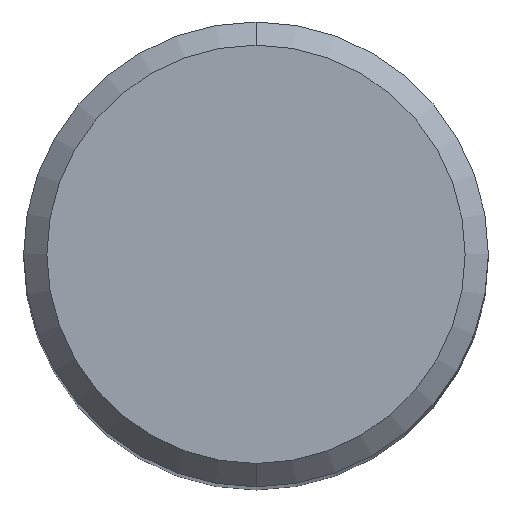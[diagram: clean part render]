
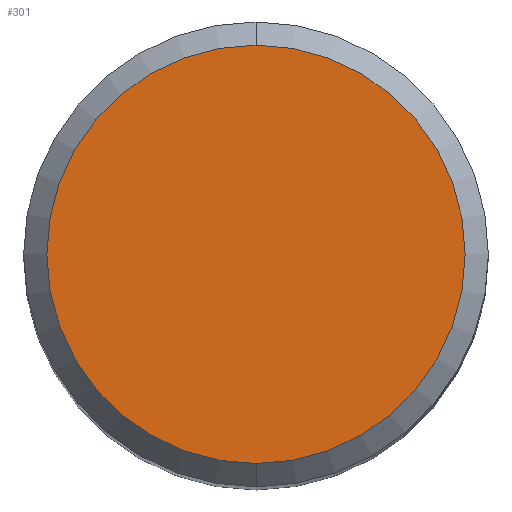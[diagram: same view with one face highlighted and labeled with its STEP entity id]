
A CAD part, top view. The second image highlights one B-rep face of the part: STEP entity #301.
In plain terms, the highlighted planar face has unit normal (0, 0, 1).
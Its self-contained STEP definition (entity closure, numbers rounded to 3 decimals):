
#239=EDGE_CURVE('',#459,#331,#553,.T.);
#301=ADVANCED_FACE('',(#621),#622,.T.);
#315=EDGE_CURVE('',#331,#459,#638,.T.);
#331=VERTEX_POINT('',#656);
#459=VERTEX_POINT('',#796);
#553=CIRCLE('',#898,4.5);
#621=FACE_OUTER_BOUND('',#1041,.T.);
#622=PLANE('',#1042);
#638=CIRCLE('',#1089,4.5);
#656=CARTESIAN_POINT('',(0.,-4.5,0.0));
#796=CARTESIAN_POINT('',(0.0,4.5,0.0));
#898=AXIS2_PLACEMENT_3D('',#1564,#1565,#1566);
#1041=EDGE_LOOP('',(#1639,#1640));
#1042=AXIS2_PLACEMENT_3D('',#1641,#1642,#1643);
#1089=AXIS2_PLACEMENT_3D('',#1664,#1665,#1666);
#1564=CARTESIAN_POINT('',(0.0,0.0,0.0));
#1565=DIRECTION('',(0.0,0.0,-1.0));
#1566=DIRECTION('',(0.0,1.0,0.0));
#1639=ORIENTED_EDGE('',*,*,#239,.F.);
#1640=ORIENTED_EDGE('',*,*,#315,.F.);
#1641=CARTESIAN_POINT('',(0.0,2.25,0.0));
#1642=DIRECTION('',(-0.0,0.0,1.0));
#1643=DIRECTION('',(0.0,-1.0,0.0));
#1664=CARTESIAN_POINT('',(0.0,0.0,0.0));
#1665=DIRECTION('',(0.0,0.0,-1.0));
#1666=DIRECTION('',(0.0,1.0,0.0));
